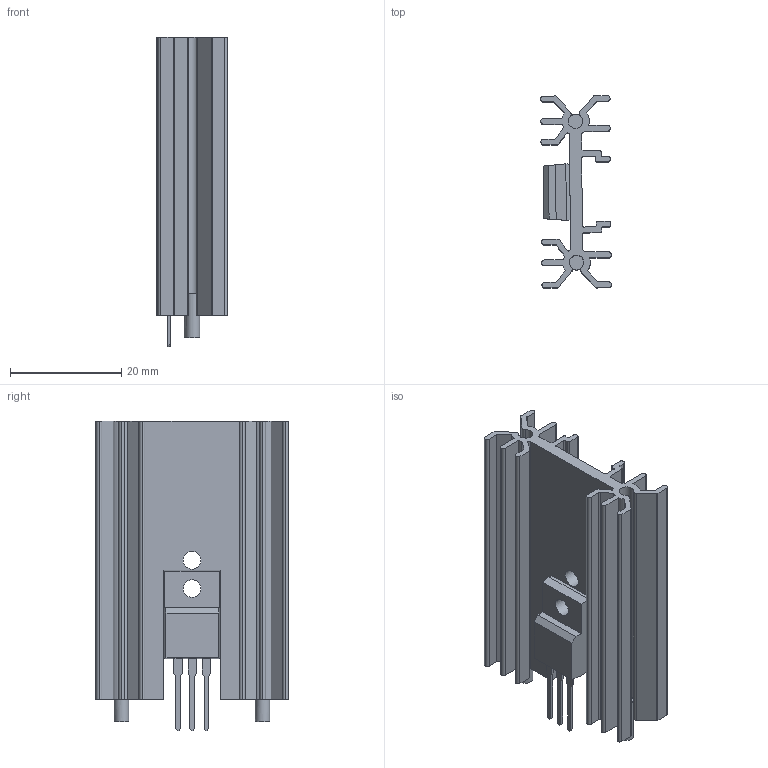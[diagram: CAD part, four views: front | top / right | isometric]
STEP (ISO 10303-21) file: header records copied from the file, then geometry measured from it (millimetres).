
FILE_DESCRIPTION(/* description */ (''),/* implementation_level */ '2;1');
FILE_NAME(/* name */ 'V8813Y.step',/* time_stamp */ '2024-02-17T17:08:02+01:00',/* author */ (''),/* organization */ (''),/* preprocessor_version */ 'ST-DEVELOPER v20',/* originating_system */ 'Autodesk Translation Framework v12.14.0.127',/* authorisation */ '');
FILE_SCHEMA (('AUTOMOTIVE_DESIGN { 1 0 10303 214 3 1 1 }'));
Length unit declared in the file: millimetre
Products named in the file (3): (Unsaved); Component1; Component2
Assembly tree (2 placements, depth 2):
  (Unsaved)
    Component1
    Component2
Bounding box: 12.75 x 34.59 x 55.65 mm (x, y, z)
Volume: 6829 mm3; surface area: 10705.8 mm2
Topology: 2 solids, 2 shells, 184 faces, 528 edges, 348 vertices
Faces by surface type: plane 118, cylinder 66
Full cylindrical faces by diameter (mm): 2.6 x2, 3.18 x1, 3.2 x3
Entity records: 6120 total; most frequent: CARTESIAN_POINT 1065, ORIENTED_EDGE 1056, DIRECTION 1042, EDGE_CURVE 528, LINE 392, VECTOR 392, VERTEX_POINT 348, AXIS2_PLACEMENT_3D 325
